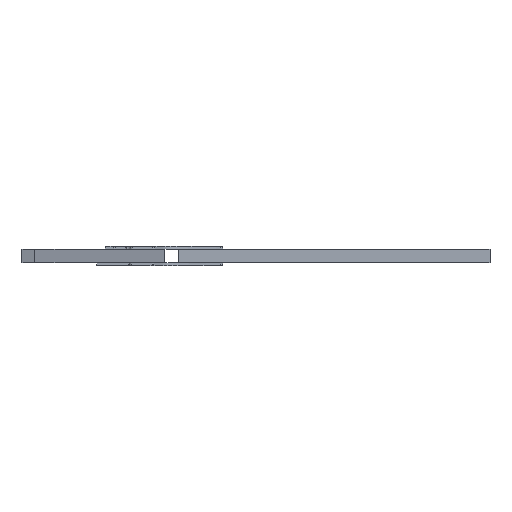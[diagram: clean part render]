
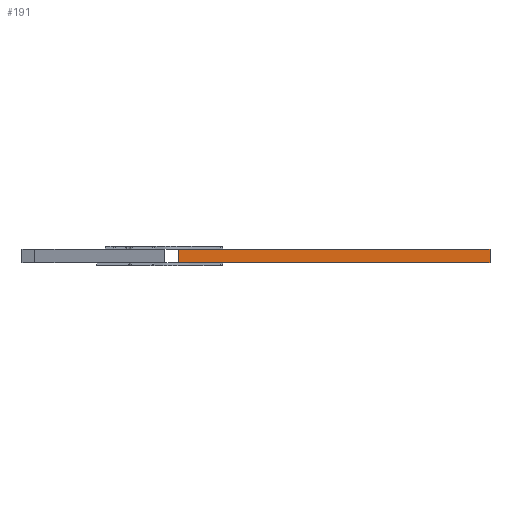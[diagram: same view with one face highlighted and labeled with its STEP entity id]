
A CAD part, left-side view. The second image highlights one B-rep face of the part: STEP entity #191.
In plain terms, the highlighted planar face has unit normal (-1, 0, 0).
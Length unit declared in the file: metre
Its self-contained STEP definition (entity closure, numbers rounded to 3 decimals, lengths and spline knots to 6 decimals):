
#191 = ADVANCED_FACE( '', ( #352 ), #353, .F. );
#352 = FACE_OUTER_BOUND( '', #782, .T. );
#353 = PLANE( '', #783 );
#782 = EDGE_LOOP( '', ( #1243, #1244, #1245, #1246 ) );
#783 = AXIS2_PLACEMENT_3D( '', #1247, #1248, #1249 );
#1243 = ORIENTED_EDGE( '', *, *, #2449, .T. );
#1244 = ORIENTED_EDGE( '', *, *, #2442, .F. );
#1245 = ORIENTED_EDGE( '', *, *, #2433, .F. );
#1246 = ORIENTED_EDGE( '', *, *, #2450, .T. );
#1247 = CARTESIAN_POINT( '', ( -0.00762, -0.34925, 0. ) );
#1248 = DIRECTION( '', ( 1., 0., 0. ) );
#1249 = DIRECTION( '', ( 0., 0., -1. ) );
#2433 = EDGE_CURVE( '', #2818, #2820, #2821, .T. );
#2442 = EDGE_CURVE( '', #2820, #2833, #2836, .T. );
#2449 = EDGE_CURVE( '', #2847, #2833, #2848, .T. );
#2450 = EDGE_CURVE( '', #2818, #2847, #2849, .T. );
#2818 = VERTEX_POINT( '', #3481 );
#2820 = VERTEX_POINT( '', #3484 );
#2821 = LINE( '', #3485, #3486 );
#2833 = VERTEX_POINT( '', #3502 );
#2836 = LINE( '', #3507, #3508 );
#2847 = VERTEX_POINT( '', #3523 );
#2848 = LINE( '', #3524, #3525 );
#2849 = LINE( '', #3526, #3527 );
#3481 = CARTESIAN_POINT( '', ( -0.00762, -0.34925, 0.00762 ) );
#3484 = CARTESIAN_POINT( '', ( -0.00762, -0.34925, -0.00762 ) );
#3485 = CARTESIAN_POINT( '', ( -0.00762, -0.34925, 0. ) );
#3486 = VECTOR( '', #4423, 1. );
#3502 = CARTESIAN_POINT( '', ( -0.00762, 0., -0.00762 ) );
#3507 = CARTESIAN_POINT( '', ( -0.00762, -0.34925, -0.00762 ) );
#3508 = VECTOR( '', #4436, 1. );
#3523 = CARTESIAN_POINT( '', ( -0.00762, 0., 0.00762 ) );
#3524 = CARTESIAN_POINT( '', ( -0.00762, 0., 0. ) );
#3525 = VECTOR( '', #4447, 1. );
#3526 = CARTESIAN_POINT( '', ( -0.00762, -0.34925, 0.00762 ) );
#3527 = VECTOR( '', #4448, 1. );
#4423 = DIRECTION( '', ( 0., 0., -1. ) );
#4436 = DIRECTION( '', ( 0., 1., 0. ) );
#4447 = DIRECTION( '', ( 0., 0., -1. ) );
#4448 = DIRECTION( '', ( 0., 1., 0. ) );
